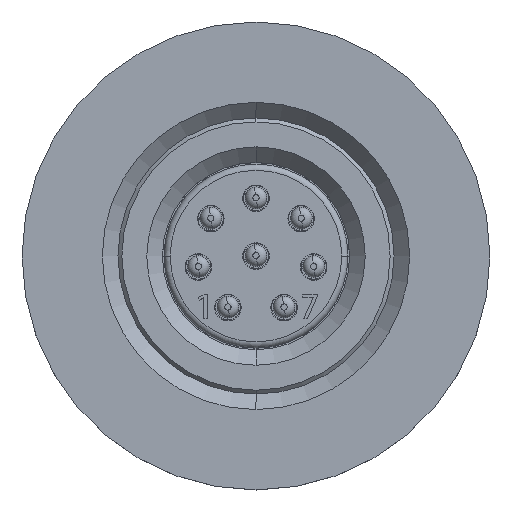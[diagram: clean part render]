
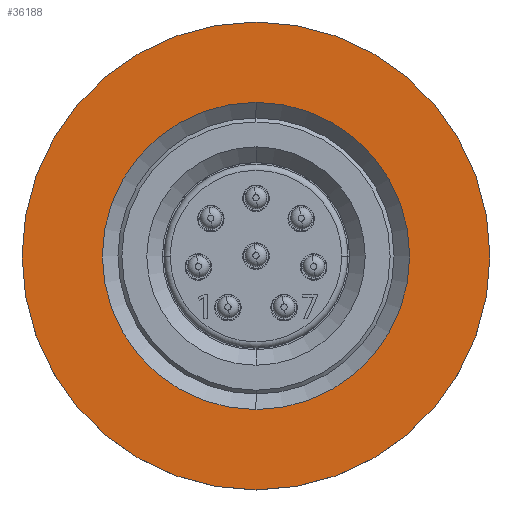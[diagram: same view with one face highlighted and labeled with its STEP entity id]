
A CAD part, top view. The second image highlights one B-rep face of the part: STEP entity #36188.
In plain terms, the highlighted planar face has unit normal (0, 0, 1).
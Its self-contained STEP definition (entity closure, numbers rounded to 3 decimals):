
#614 = CARTESIAN_POINT ( 'NONE',  ( 0., 0., 8.5 ) ) ;
#911 = VERTEX_POINT ( 'NONE', #12889 ) ;
#1232 = CARTESIAN_POINT ( 'NONE',  ( 0., 4.925, 8.5 ) ) ;
#2065 = EDGE_CURVE ( 'NONE', #21234, #911, #21169, .T. ) ;
#3315 = AXIS2_PLACEMENT_3D ( 'NONE', #28774, #9722, #32005 ) ;
#4698 = DIRECTION ( 'NONE',  ( 0., 0., -1. ) ) ;
#6050 = CARTESIAN_POINT ( 'NONE',  ( 0., 0., 8.5 ) ) ;
#6771 = EDGE_LOOP ( 'NONE', ( #25265, #13972 ) ) ;
#7405 = CIRCLE ( 'NONE', #7567, 7.5 ) ;
#7567 = AXIS2_PLACEMENT_3D ( 'NONE', #6050, #28305, #9256 ) ;
#9256 = DIRECTION ( 'NONE',  ( 1., 0., 0. ) ) ;
#9305 = EDGE_LOOP ( 'NONE', ( #29525, #20912 ) ) ;
#9722 = DIRECTION ( 'NONE',  ( 0., 0., -1. ) ) ;
#11987 = VERTEX_POINT ( 'NONE', #39102 ) ;
#12889 = CARTESIAN_POINT ( 'NONE',  ( 0., -4.925, 8.5 ) ) ;
#13972 = ORIENTED_EDGE ( 'NONE', *, *, #34914, .F. ) ;
#16614 = PLANE ( 'NONE',  #26640 ) ;
#17248 = DIRECTION ( 'NONE',  ( 0., 0., -1. ) ) ;
#19829 = DIRECTION ( 'NONE',  ( -1., 0., 0. ) ) ;
#20912 = ORIENTED_EDGE ( 'NONE', *, *, #27093, .T. ) ;
#21169 = CIRCLE ( 'NONE', #35216, 4.925 ) ;
#21234 = VERTEX_POINT ( 'NONE', #1232 ) ;
#21952 = FACE_OUTER_BOUND ( 'NONE', #6771, .T. ) ;
#23762 = CARTESIAN_POINT ( 'NONE',  ( 0., 0., 8.5 ) ) ;
#24737 = AXIS2_PLACEMENT_3D ( 'NONE', #36366, #17248, #39555 ) ;
#25265 = ORIENTED_EDGE ( 'NONE', *, *, #27205, .F. ) ;
#26640 = AXIS2_PLACEMENT_3D ( 'NONE', #614, #38944, #19829 ) ;
#26960 = DIRECTION ( 'NONE',  ( -1., 0., 0. ) ) ;
#27093 = EDGE_CURVE ( 'NONE', #911, #21234, #32827, .T. ) ;
#27205 = EDGE_CURVE ( 'NONE', #11987, #36478, #7405, .T. ) ;
#28305 = DIRECTION ( 'NONE',  ( 0., 0., -1. ) ) ;
#28774 = CARTESIAN_POINT ( 'NONE',  ( 0., 0., 8.5 ) ) ;
#29525 = ORIENTED_EDGE ( 'NONE', *, *, #2065, .T. ) ;
#32005 = DIRECTION ( 'NONE',  ( -1., 0., 0. ) ) ;
#32827 = CIRCLE ( 'NONE', #3315, 4.925 ) ;
#34914 = EDGE_CURVE ( 'NONE', #36478, #11987, #40149, .T. ) ;
#35216 = AXIS2_PLACEMENT_3D ( 'NONE', #23762, #4698, #26960 ) ;
#36188 = ADVANCED_FACE ( 'NONE', ( #37929, #21952 ), #16614, .T. ) ;
#36366 = CARTESIAN_POINT ( 'NONE',  ( 0., 0., 8.5 ) ) ;
#36478 = VERTEX_POINT ( 'NONE', #38065 ) ;
#37929 = FACE_BOUND ( 'NONE', #9305, .T. ) ;
#38065 = CARTESIAN_POINT ( 'NONE',  ( -7.5, 0., 8.5 ) ) ;
#38944 = DIRECTION ( 'NONE',  ( 0., 0., 1. ) ) ;
#39102 = CARTESIAN_POINT ( 'NONE',  ( 7.5, 0., 8.5 ) ) ;
#39555 = DIRECTION ( 'NONE',  ( 1., 0., 0. ) ) ;
#40149 = CIRCLE ( 'NONE', #24737, 7.5 ) ;
